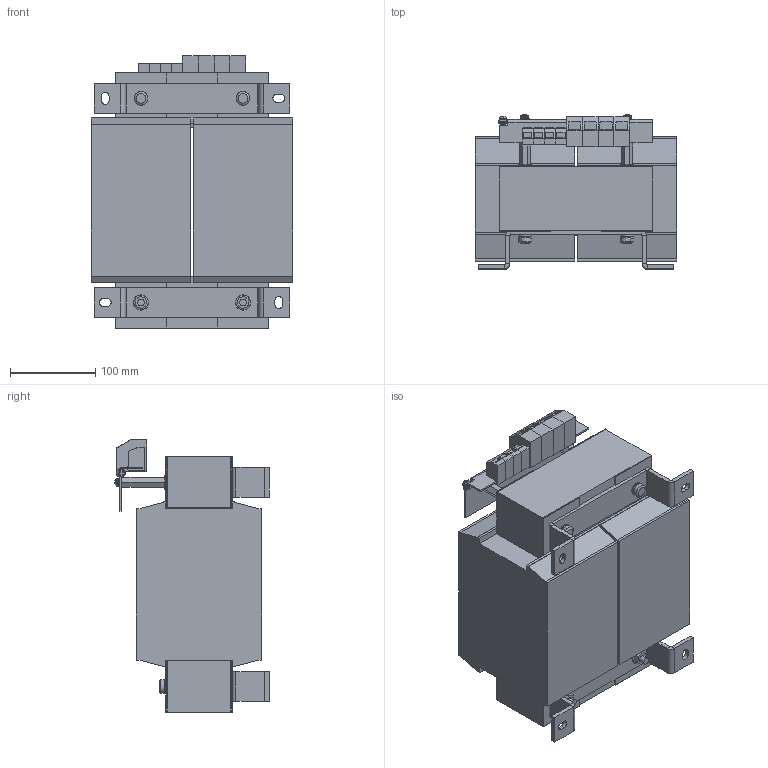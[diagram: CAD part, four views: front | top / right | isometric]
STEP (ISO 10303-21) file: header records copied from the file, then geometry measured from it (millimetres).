
FILE_DESCRIPTION (( 'STEP AP214' ), '1' );
FILE_NAME ('225063.STEP', '2020-07-01T06:51:15', ( '' ), ( '' ), 'SwSTEP 2.0', 'SolidWorks 2018', '' );
FILE_SCHEMA (( 'AUTOMOTIVE_DESIGN' ));
Length unit declared in the file: millimetre
Products named in the file (1): 225063
Bounding box: 237 x 181.4 x 319.77 mm (x, y, z)
Volume: 8180289.6 mm3; surface area: 415638 mm2
Topology: 1 solids, 1 shells, 625 faces, 1552 edges, 971 vertices
Faces by surface type: plane 483, cylinder 114, sphere 12, torus 10, cone 6
Entity records: 18352 total; most frequent: CARTESIAN_POINT 3361, ORIENTED_EDGE 3100, DIRECTION 3046, EDGE_CURVE 1550, VECTOR 1218, LINE 1218, VERTEX_POINT 971, AXIS2_PLACEMENT_3D 914
